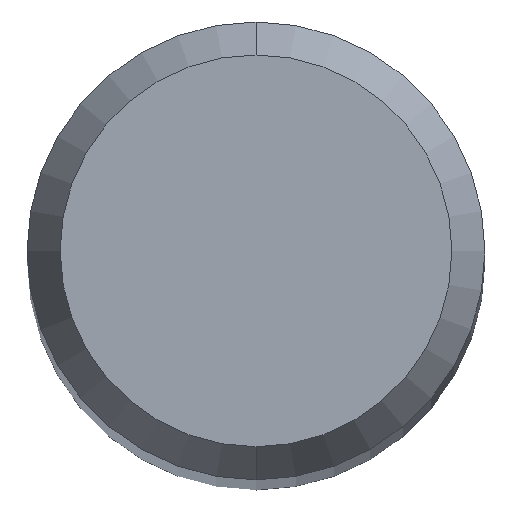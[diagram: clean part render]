
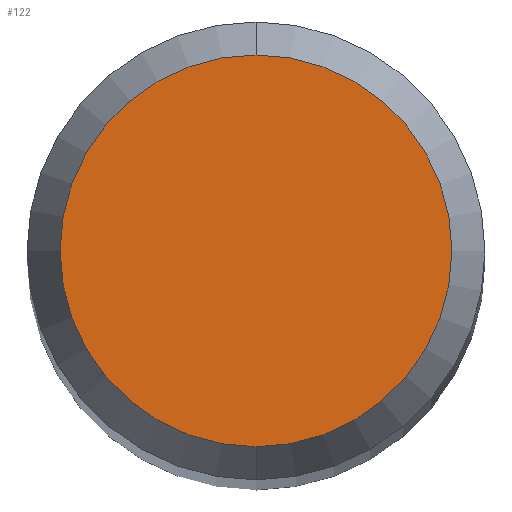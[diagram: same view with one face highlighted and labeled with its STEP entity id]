
A CAD part, top view. The second image highlights one B-rep face of the part: STEP entity #122.
In plain terms, the highlighted planar face has unit normal (0, 0, 1).
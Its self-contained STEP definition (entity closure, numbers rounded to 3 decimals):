
#108=VERTEX_POINT('',#246);
#122=ADVANCED_FACE('',(#262),#263,.T.);
#132=EDGE_CURVE('',#144,#108,#276,.T.);
#144=VERTEX_POINT('',#290);
#190=EDGE_CURVE('',#108,#144,#341,.T.);
#246=CARTESIAN_POINT('',(0.,-1.358,0.01));
#262=FACE_OUTER_BOUND('',#415,.T.);
#263=PLANE('',#416);
#276=CIRCLE('',#432,1.358);
#290=CARTESIAN_POINT('',(0.0,1.358,0.01));
#341=CIRCLE('',#515,1.358);
#415=EDGE_LOOP('',(#583,#584));
#416=AXIS2_PLACEMENT_3D('',#585,#586,#587);
#432=AXIS2_PLACEMENT_3D('',#605,#606,#607);
#515=AXIS2_PLACEMENT_3D('',#692,#693,#694);
#583=ORIENTED_EDGE('',*,*,#132,.F.);
#584=ORIENTED_EDGE('',*,*,#190,.F.);
#585=CARTESIAN_POINT('',(0.0,0.679,0.01));
#586=DIRECTION('',(-0.0,0.0,1.0));
#587=DIRECTION('',(0.0,-1.0,0.0));
#605=CARTESIAN_POINT('',(0.0,0.0,0.01));
#606=DIRECTION('',(0.0,0.0,-1.0));
#607=DIRECTION('',(0.0,1.0,0.0));
#692=CARTESIAN_POINT('',(0.0,0.0,0.01));
#693=DIRECTION('',(0.0,0.0,-1.0));
#694=DIRECTION('',(0.0,1.0,0.0));
